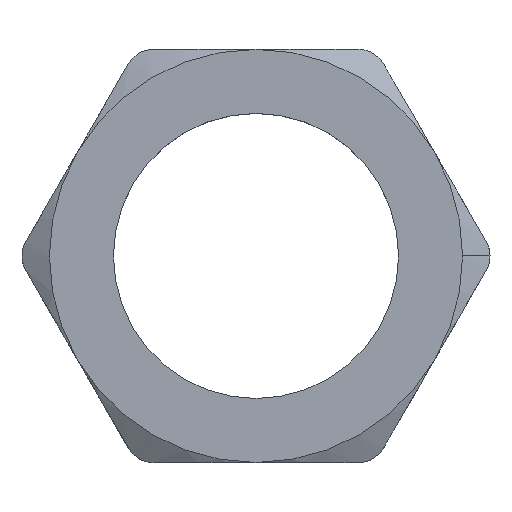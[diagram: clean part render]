
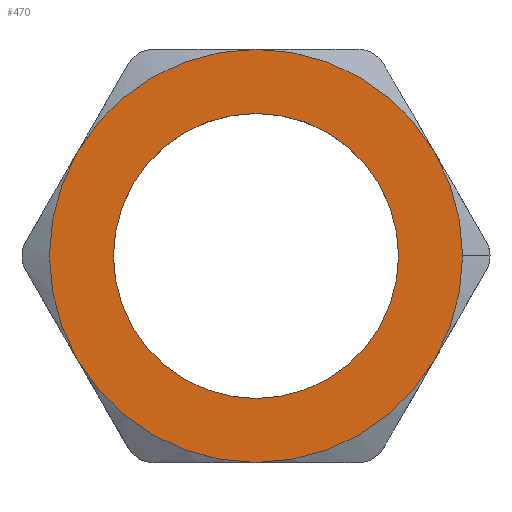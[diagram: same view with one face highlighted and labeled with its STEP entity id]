
A CAD part, top view. The second image highlights one B-rep face of the part: STEP entity #470.
In plain terms, the highlighted planar face has unit normal (0, 0, 1).
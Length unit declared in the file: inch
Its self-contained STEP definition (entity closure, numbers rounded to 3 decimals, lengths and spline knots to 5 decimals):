
#31 = DIRECTION ( 'NONE',  ( 1., 0., 0. ) ) ;
#239 = VERTEX_POINT ( 'NONE', #970 ) ;
#318 = EDGE_CURVE ( 'NONE', #319, #239, #1153, .T. ) ;
#319 = VERTEX_POINT ( 'NONE', #1149 ) ;
#353 = EDGE_CURVE ( 'NONE', #354, #355, #1252, .T. ) ;
#354 = VERTEX_POINT ( 'NONE', #1247 ) ;
#355 = VERTEX_POINT ( 'NONE', #1246 ) ;
#377 = CARTESIAN_POINT ( 'NONE',  ( 0., 0., 0.28 ) ) ;
#470 = ADVANCED_FACE ( 'NONE', ( #1410, #1409 ), #1406, .F. ) ;
#471 = EDGE_LOOP ( 'NONE', ( #472, #473 ) ) ;
#472 = ORIENTED_EDGE ( 'NONE', *, *, #318, .F. ) ;
#473 = ORIENTED_EDGE ( 'NONE', *, *, #492, .F. ) ;
#474 = ORIENTED_EDGE ( 'NONE', *, *, #475, .T. ) ;
#475 = EDGE_CURVE ( 'NONE', #2730, #2709, #1392, .T. ) ;
#476 = ORIENTED_EDGE ( 'NONE', *, *, #477, .T. ) ;
#477 = EDGE_CURVE ( 'NONE', #2709, #354, #891, .T. ) ;
#478 = ORIENTED_EDGE ( 'NONE', *, *, #353, .T. ) ;
#479 = ORIENTED_EDGE ( 'NONE', *, *, #480, .T. ) ;
#480 = EDGE_CURVE ( 'NONE', #355, #2749, #1444, .T. ) ;
#485 = EDGE_LOOP ( 'NONE', ( #486, #488, #490, #474, #476, #478, #479 ) ) ;
#486 = ORIENTED_EDGE ( 'NONE', *, *, #487, .T. ) ;
#487 = EDGE_CURVE ( 'NONE', #2749, #2740, #1437, .T. ) ;
#488 = ORIENTED_EDGE ( 'NONE', *, *, #489, .T. ) ;
#489 = EDGE_CURVE ( 'NONE', #2740, #2483, #1428, .T. ) ;
#490 = ORIENTED_EDGE ( 'NONE', *, *, #491, .T. ) ;
#491 = EDGE_CURVE ( 'NONE', #2483, #2730, #1423, .T. ) ;
#492 = EDGE_CURVE ( 'NONE', #239, #319, #1418, .T. ) ;
#890 = AXIS2_PLACEMENT_3D ( 'NONE', #377, #1136, #31 ) ;
#891 = CIRCLE ( 'NONE', #890, 0.71 ) ;
#970 = CARTESIAN_POINT ( 'NONE',  ( 0.49, 0., 0.28 ) ) ;
#1136 = DIRECTION ( 'NONE',  ( 0., 0., 1. ) ) ;
#1149 = CARTESIAN_POINT ( 'NONE',  ( -0.49, 0., 0.28 ) ) ;
#1150 = DIRECTION ( 'NONE',  ( 1., 0., 0. ) ) ;
#1151 = DIRECTION ( 'NONE',  ( 0., 0., 1. ) ) ;
#1152 = AXIS2_PLACEMENT_3D ( 'NONE', #1159, #1151, #1150 ) ;
#1153 = CIRCLE ( 'NONE', #1152, 0.49 ) ;
#1159 = CARTESIAN_POINT ( 'NONE',  ( 0., 0., 0.28 ) ) ;
#1246 = CARTESIAN_POINT ( 'NONE',  ( 0.61488, 0.355, 0.28 ) ) ;
#1247 = CARTESIAN_POINT ( 'NONE',  ( 0.71, 0., 0.28 ) ) ;
#1248 = DIRECTION ( 'NONE',  ( 1., 0., 0. ) ) ;
#1249 = DIRECTION ( 'NONE',  ( 0., 0., 1. ) ) ;
#1250 = CARTESIAN_POINT ( 'NONE',  ( 0., 0., 0.28 ) ) ;
#1251 = AXIS2_PLACEMENT_3D ( 'NONE', #1250, #1249, #1248 ) ;
#1252 = CIRCLE ( 'NONE', #1251, 0.71 ) ;
#1388 = DIRECTION ( 'NONE',  ( 1., 0., 0. ) ) ;
#1389 = DIRECTION ( 'NONE',  ( 0., 0., 1. ) ) ;
#1390 = CARTESIAN_POINT ( 'NONE',  ( 0., 0., 0.28 ) ) ;
#1391 = AXIS2_PLACEMENT_3D ( 'NONE', #1390, #1389, #1388 ) ;
#1392 = CIRCLE ( 'NONE', #1391, 0.71 ) ;
#1393 = DIRECTION ( 'NONE',  ( -1., 0., 0. ) ) ;
#1394 = DIRECTION ( 'NONE',  ( 0., 0., -1. ) ) ;
#1395 = AXIS2_PLACEMENT_3D ( 'NONE', #1407, #1394, #1393 ) ;
#1406 = PLANE ( 'NONE',  #1395 ) ;
#1407 = CARTESIAN_POINT ( 'NONE',  ( -0.40992, 0.71, 0.28 ) ) ;
#1409 = FACE_OUTER_BOUND ( 'NONE', #485, .T. ) ;
#1410 = FACE_BOUND ( 'NONE', #471, .T. ) ;
#1415 = DIRECTION ( 'NONE',  ( 0., 0., 1. ) ) ;
#1416 = CARTESIAN_POINT ( 'NONE',  ( 0., 0., 0.28 ) ) ;
#1417 = AXIS2_PLACEMENT_3D ( 'NONE', #1416, #1415, #1474 ) ;
#1418 = CIRCLE ( 'NONE', #1417, 0.49 ) ;
#1419 = DIRECTION ( 'NONE',  ( 1., 0., 0. ) ) ;
#1420 = DIRECTION ( 'NONE',  ( 0., 0., 1. ) ) ;
#1421 = CARTESIAN_POINT ( 'NONE',  ( 0., 0., 0.28 ) ) ;
#1422 = AXIS2_PLACEMENT_3D ( 'NONE', #1421, #1420, #1419 ) ;
#1423 = CIRCLE ( 'NONE', #1422, 0.71 ) ;
#1424 = DIRECTION ( 'NONE',  ( 1., 0., 0. ) ) ;
#1425 = DIRECTION ( 'NONE',  ( 0., 0., 1. ) ) ;
#1426 = CARTESIAN_POINT ( 'NONE',  ( 0., 0., 0.28 ) ) ;
#1427 = AXIS2_PLACEMENT_3D ( 'NONE', #1426, #1425, #1424 ) ;
#1428 = CIRCLE ( 'NONE', #1427, 0.71 ) ;
#1429 = DIRECTION ( 'NONE',  ( 1., 0., 0. ) ) ;
#1430 = DIRECTION ( 'NONE',  ( 0., 0., 1. ) ) ;
#1431 = CARTESIAN_POINT ( 'NONE',  ( 0., 0., 0.28 ) ) ;
#1432 = AXIS2_PLACEMENT_3D ( 'NONE', #1431, #1430, #1429 ) ;
#1437 = CIRCLE ( 'NONE', #1432, 0.71 ) ;
#1440 = DIRECTION ( 'NONE',  ( 1., 0., 0. ) ) ;
#1441 = DIRECTION ( 'NONE',  ( 0., 0., 1. ) ) ;
#1442 = CARTESIAN_POINT ( 'NONE',  ( 0., 0., 0.28 ) ) ;
#1443 = AXIS2_PLACEMENT_3D ( 'NONE', #1442, #1441, #1440 ) ;
#1444 = CIRCLE ( 'NONE', #1443, 0.71 ) ;
#1474 = DIRECTION ( 'NONE',  ( 1., 0., 0. ) ) ;
#1729 = CARTESIAN_POINT ( 'NONE',  ( -0.61488, -0.355, 0.28 ) ) ;
#2156 = CARTESIAN_POINT ( 'NONE',  ( 0.61488, -0.355, 0.28 ) ) ;
#2217 = CARTESIAN_POINT ( 'NONE',  ( 0., -0.71, 0.28 ) ) ;
#2245 = CARTESIAN_POINT ( 'NONE',  ( -0.61488, 0.355, 0.28 ) ) ;
#2285 = CARTESIAN_POINT ( 'NONE',  ( 0., 0.71, 0.28 ) ) ;
#2483 = VERTEX_POINT ( 'NONE', #1729 ) ;
#2709 = VERTEX_POINT ( 'NONE', #2156 ) ;
#2730 = VERTEX_POINT ( 'NONE', #2217 ) ;
#2740 = VERTEX_POINT ( 'NONE', #2245 ) ;
#2749 = VERTEX_POINT ( 'NONE', #2285 ) ;
